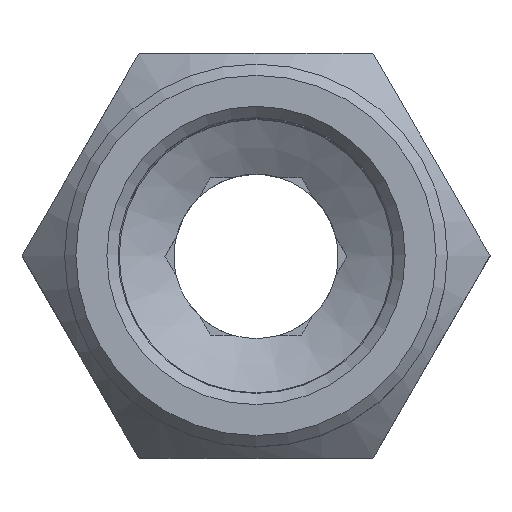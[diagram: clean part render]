
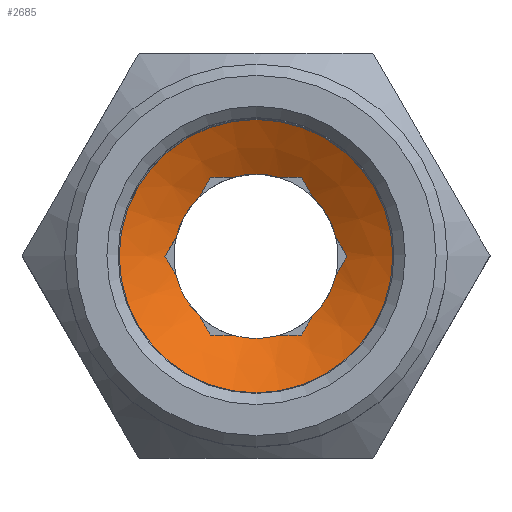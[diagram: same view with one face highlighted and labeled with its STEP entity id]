
A CAD part, top view. The second image highlights one B-rep face of the part: STEP entity #2685.
In plain terms, the highlighted conical face has half-angle 60 degrees and reference radius 6.075 mm.
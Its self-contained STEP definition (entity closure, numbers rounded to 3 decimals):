
#664=HYPERBOLA('',#2588,2.021,3.5);
#665=HYPERBOLA('',#2589,2.021,3.5);
#666=HYPERBOLA('',#2590,2.021,3.5);
#667=HYPERBOLA('',#2591,2.021,3.5);
#668=HYPERBOLA('',#2592,2.021,3.5);
#669=HYPERBOLA('',#2593,2.021,3.5);
#670=HYPERBOLA('',#2594,2.021,3.5);
#671=HYPERBOLA('',#2595,2.021,3.5);
#672=HYPERBOLA('',#2596,2.021,3.5);
#673=HYPERBOLA('',#2597,2.021,3.5);
#674=HYPERBOLA('',#2598,2.021,3.5);
#675=HYPERBOLA('',#2599,2.021,3.5);
#682=CONICAL_SURFACE('',#2587,6.075,60.);
#885=ORIENTED_EDGE('',*,*,#1213,.T.);
#886=ORIENTED_EDGE('',*,*,#1214,.T.);
#887=ORIENTED_EDGE('',*,*,#1215,.T.);
#888=ORIENTED_EDGE('',*,*,#1175,.F.);
#889=ORIENTED_EDGE('',*,*,#1216,.T.);
#890=ORIENTED_EDGE('',*,*,#1217,.T.);
#891=ORIENTED_EDGE('',*,*,#1171,.F.);
#892=ORIENTED_EDGE('',*,*,#1218,.T.);
#893=ORIENTED_EDGE('',*,*,#1219,.T.);
#894=ORIENTED_EDGE('',*,*,#1167,.F.);
#895=ORIENTED_EDGE('',*,*,#1220,.T.);
#896=ORIENTED_EDGE('',*,*,#1221,.T.);
#897=ORIENTED_EDGE('',*,*,#1163,.F.);
#898=ORIENTED_EDGE('',*,*,#1222,.T.);
#899=ORIENTED_EDGE('',*,*,#1223,.T.);
#900=ORIENTED_EDGE('',*,*,#1159,.F.);
#901=ORIENTED_EDGE('',*,*,#1224,.T.);
#902=ORIENTED_EDGE('',*,*,#1225,.T.);
#903=ORIENTED_EDGE('',*,*,#1155,.F.);
#1023=CIRCLE('',#2527,3.65);
#1025=CIRCLE('',#2529,3.65);
#1027=CIRCLE('',#2531,3.65);
#1029=CIRCLE('',#2533,3.65);
#1031=CIRCLE('',#2535,3.65);
#1033=CIRCLE('',#2537,3.65);
#1055=CIRCLE('',#2586,6.075);
#1071=VERTEX_POINT('',#2267);
#1072=VERTEX_POINT('',#2268);
#1075=VERTEX_POINT('',#2274);
#1076=VERTEX_POINT('',#2276);
#1079=VERTEX_POINT('',#2282);
#1080=VERTEX_POINT('',#2284);
#1083=VERTEX_POINT('',#2290);
#1084=VERTEX_POINT('',#2292);
#1087=VERTEX_POINT('',#2298);
#1088=VERTEX_POINT('',#2300);
#1091=VERTEX_POINT('',#2306);
#1092=VERTEX_POINT('',#2308);
#1127=VERTEX_POINT('',#2402);
#1128=VERTEX_POINT('',#2405);
#1129=VERTEX_POINT('',#2408);
#1130=VERTEX_POINT('',#2411);
#1131=VERTEX_POINT('',#2414);
#1132=VERTEX_POINT('',#2417);
#1133=VERTEX_POINT('',#2420);
#1155=EDGE_CURVE('',#1071,#1072,#1023,.T.);
#1159=EDGE_CURVE('',#1075,#1076,#1025,.T.);
#1163=EDGE_CURVE('',#1079,#1080,#1027,.T.);
#1167=EDGE_CURVE('',#1083,#1084,#1029,.T.);
#1171=EDGE_CURVE('',#1087,#1088,#1031,.T.);
#1175=EDGE_CURVE('',#1091,#1092,#1033,.T.);
#1213=EDGE_CURVE('',#1127,#1127,#1055,.T.);
#1214=EDGE_CURVE('',#1071,#1128,#664,.T.);
#1215=EDGE_CURVE('',#1128,#1092,#665,.T.);
#1216=EDGE_CURVE('',#1091,#1129,#666,.T.);
#1217=EDGE_CURVE('',#1129,#1088,#667,.T.);
#1218=EDGE_CURVE('',#1087,#1130,#668,.T.);
#1219=EDGE_CURVE('',#1130,#1084,#669,.T.);
#1220=EDGE_CURVE('',#1083,#1131,#670,.T.);
#1221=EDGE_CURVE('',#1131,#1080,#671,.T.);
#1222=EDGE_CURVE('',#1079,#1132,#672,.T.);
#1223=EDGE_CURVE('',#1132,#1076,#673,.T.);
#1224=EDGE_CURVE('',#1075,#1133,#674,.T.);
#1225=EDGE_CURVE('',#1133,#1072,#675,.T.);
#1305=EDGE_LOOP('',(#885));
#1306=EDGE_LOOP('',(#886,#887,#888,#889,#890,#891,#892,#893,#894,#895,#896,
#897,#898,#899,#900,#901,#902,#903));
#1405=FACE_BOUND('',#1305,.F.);
#1406=FACE_BOUND('',#1306,.F.);
#1959=DIRECTION('',(0.,-1.,0.));
#1960=DIRECTION('',(0.,0.,-3.65));
#1965=DIRECTION('',(0.,-1.,0.));
#1966=DIRECTION('',(0.,0.,-3.65));
#1971=DIRECTION('',(0.,-1.,0.));
#1972=DIRECTION('',(0.,0.,-3.65));
#1977=DIRECTION('',(0.,-1.,0.));
#1978=DIRECTION('',(0.,0.,-3.65));
#1983=DIRECTION('',(0.,-1.,0.));
#1984=DIRECTION('',(0.,0.,-3.65));
#1989=DIRECTION('',(0.,-1.,0.));
#1990=DIRECTION('',(0.,0.,-3.65));
#2097=DIRECTION('',(0.,-1.,0.));
#2098=DIRECTION('',(0.,0.,-6.075));
#2099=DIRECTION('',(0.,1.,0.));
#2100=DIRECTION('',(1.,0.,0.));
#2101=DIRECTION('',(0.,0.,1.));
#2102=DIRECTION('',(0.,1.,0.));
#2103=DIRECTION('',(0.866,0.,0.5));
#2104=DIRECTION('',(0.,1.,0.));
#2105=DIRECTION('',(0.866,0.,0.5));
#2106=DIRECTION('',(0.,1.,0.));
#2107=DIRECTION('',(0.866,0.,-0.5));
#2108=DIRECTION('',(0.,1.,0.));
#2109=DIRECTION('',(0.866,0.,-0.5));
#2110=DIRECTION('',(0.,1.,0.));
#2111=DIRECTION('',(0.,0.,-1.));
#2112=DIRECTION('',(0.,1.,0.));
#2113=DIRECTION('',(0.,0.,-1.));
#2114=DIRECTION('',(0.,1.,0.));
#2115=DIRECTION('',(-0.866,0.,-0.5));
#2116=DIRECTION('',(0.,1.,0.));
#2117=DIRECTION('',(-0.866,0.,-0.5));
#2118=DIRECTION('',(0.,1.,0.));
#2119=DIRECTION('',(-0.866,0.,0.5));
#2120=DIRECTION('',(0.,1.,0.));
#2121=DIRECTION('',(-0.866,0.,0.5));
#2122=DIRECTION('',(0.,1.,0.));
#2123=DIRECTION('',(0.,0.,1.));
#2124=DIRECTION('',(0.,1.,0.));
#2267=CARTESIAN_POINT('',(109.809,96.198,-3.5));
#2268=CARTESIAN_POINT('',(111.88,96.198,-3.5));
#2269=CARTESIAN_POINT('',(110.845,96.198,0.));
#2274=CARTESIAN_POINT('',(113.358,96.198,-2.647));
#2276=CARTESIAN_POINT('',(114.394,96.198,-0.853));
#2277=CARTESIAN_POINT('',(110.845,96.198,0.));
#2282=CARTESIAN_POINT('',(114.394,96.198,0.853));
#2284=CARTESIAN_POINT('',(113.358,96.198,2.647));
#2285=CARTESIAN_POINT('',(110.845,96.198,0.));
#2290=CARTESIAN_POINT('',(111.88,96.198,3.5));
#2292=CARTESIAN_POINT('',(109.809,96.198,3.5));
#2293=CARTESIAN_POINT('',(110.845,96.198,0.));
#2298=CARTESIAN_POINT('',(108.331,96.198,2.647));
#2300=CARTESIAN_POINT('',(107.296,96.198,0.853));
#2301=CARTESIAN_POINT('',(110.845,96.198,0.));
#2306=CARTESIAN_POINT('',(107.296,96.198,-0.853));
#2308=CARTESIAN_POINT('',(108.331,96.198,-2.647));
#2309=CARTESIAN_POINT('',(110.845,96.198,0.));
#2402=CARTESIAN_POINT('',(110.845,97.598,-6.075));
#2403=CARTESIAN_POINT('',(110.845,97.598,0.));
#2404=CARTESIAN_POINT('',(110.845,97.598,0.));
#2405=CARTESIAN_POINT('',(108.824,96.424,-3.5));
#2406=CARTESIAN_POINT('',(110.845,94.091,-3.5));
#2407=CARTESIAN_POINT('',(107.814,94.091,-1.75));
#2408=CARTESIAN_POINT('',(106.803,96.424,0.));
#2409=CARTESIAN_POINT('',(107.814,94.091,-1.75));
#2410=CARTESIAN_POINT('',(107.814,94.091,1.75));
#2411=CARTESIAN_POINT('',(108.824,96.424,3.5));
#2412=CARTESIAN_POINT('',(107.814,94.091,1.75));
#2413=CARTESIAN_POINT('',(110.845,94.091,3.5));
#2414=CARTESIAN_POINT('',(112.865,96.424,3.5));
#2415=CARTESIAN_POINT('',(110.845,94.091,3.5));
#2416=CARTESIAN_POINT('',(113.876,94.091,1.75));
#2417=CARTESIAN_POINT('',(114.886,96.424,0.));
#2418=CARTESIAN_POINT('',(113.876,94.091,1.75));
#2419=CARTESIAN_POINT('',(113.876,94.091,-1.75));
#2420=CARTESIAN_POINT('',(112.865,96.424,-3.5));
#2421=CARTESIAN_POINT('',(113.876,94.091,-1.75));
#2422=CARTESIAN_POINT('',(110.845,94.091,-3.5));
#2527=AXIS2_PLACEMENT_3D('',#2269,#1959,#1960);
#2529=AXIS2_PLACEMENT_3D('',#2277,#1965,#1966);
#2531=AXIS2_PLACEMENT_3D('',#2285,#1971,#1972);
#2533=AXIS2_PLACEMENT_3D('',#2293,#1977,#1978);
#2535=AXIS2_PLACEMENT_3D('',#2301,#1983,#1984);
#2537=AXIS2_PLACEMENT_3D('',#2309,#1989,#1990);
#2586=AXIS2_PLACEMENT_3D('',#2403,#2097,#2098);
#2587=AXIS2_PLACEMENT_3D('',#2404,#2099,#2100);
#2588=AXIS2_PLACEMENT_3D('',#2406,#2101,#2102);
#2589=AXIS2_PLACEMENT_3D('',#2407,#2103,#2104);
#2590=AXIS2_PLACEMENT_3D('',#2409,#2105,#2106);
#2591=AXIS2_PLACEMENT_3D('',#2410,#2107,#2108);
#2592=AXIS2_PLACEMENT_3D('',#2412,#2109,#2110);
#2593=AXIS2_PLACEMENT_3D('',#2413,#2111,#2112);
#2594=AXIS2_PLACEMENT_3D('',#2415,#2113,#2114);
#2595=AXIS2_PLACEMENT_3D('',#2416,#2115,#2116);
#2596=AXIS2_PLACEMENT_3D('',#2418,#2117,#2118);
#2597=AXIS2_PLACEMENT_3D('',#2419,#2119,#2120);
#2598=AXIS2_PLACEMENT_3D('',#2421,#2121,#2122);
#2599=AXIS2_PLACEMENT_3D('',#2422,#2123,#2124);
#2685=ADVANCED_FACE('',(#1405,#1406),#682,.F.);
